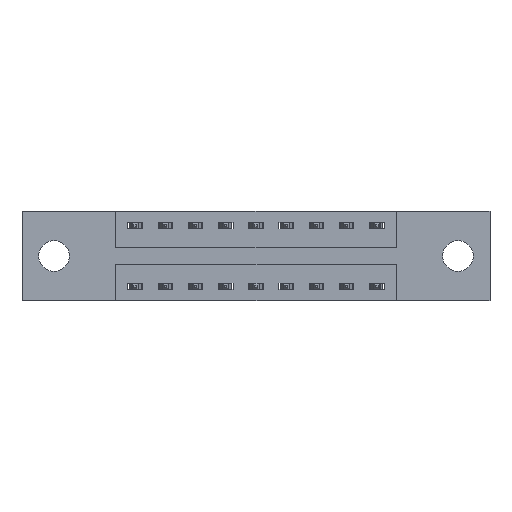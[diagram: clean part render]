
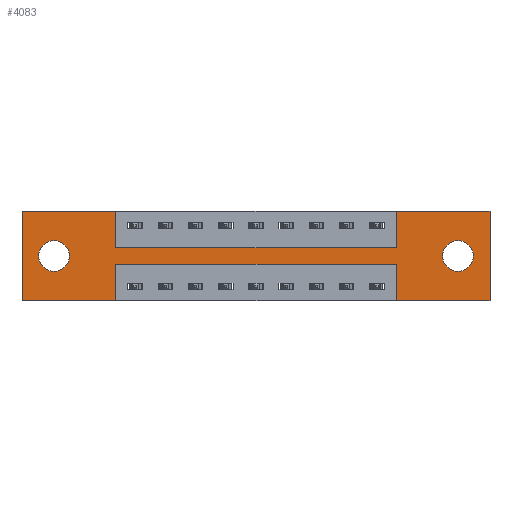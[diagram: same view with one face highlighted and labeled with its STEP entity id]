
A CAD part, front view. The second image highlights one B-rep face of the part: STEP entity #4083.
In plain terms, the highlighted planar face has unit normal (0, -1, 0).
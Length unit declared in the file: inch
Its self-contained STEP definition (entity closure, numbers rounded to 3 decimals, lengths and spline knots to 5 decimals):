
#85 = CARTESIAN_POINT ( 'NONE',  ( 0.3875, 0., 0. ) ) ;
#183 = ORIENTED_EDGE ( 'NONE', *, *, #7144, .F. ) ;
#237 = LINE ( 'NONE', #9193, #5626 ) ;
#241 = ORIENTED_EDGE ( 'NONE', *, *, #1402, .F. ) ;
#248 = FACE_OUTER_BOUND ( 'NONE', #1283, .T. ) ;
#256 = ORIENTED_EDGE ( 'NONE', *, *, #1939, .T. ) ;
#261 = EDGE_CURVE ( 'NONE', #4797, #1762, #8886, .T. ) ;
#338 = VERTEX_POINT ( 'NONE', #6587 ) ;
#557 = DIRECTION ( 'NONE',  ( 0., 0., 1. ) ) ;
#561 = EDGE_CURVE ( 'NONE', #7706, #782, #237, .T. ) ;
#593 = LINE ( 'NONE', #3944, #3209 ) ;
#711 = DIRECTION ( 'NONE',  ( 0., 1., 0. ) ) ;
#716 = DIRECTION ( 'NONE',  ( 0., 0., -1. ) ) ;
#782 = VERTEX_POINT ( 'NONE', #4133 ) ;
#783 = VERTEX_POINT ( 'NONE', #4931 ) ;
#818 = DIRECTION ( 'NONE',  ( 1., 0., 0. ) ) ;
#934 = VECTOR ( 'NONE', #6799, 39.37008 ) ;
#1095 = LINE ( 'NONE', #1896, #5126 ) ;
#1186 = CARTESIAN_POINT ( 'NONE',  ( 1.5475, 0., -0.37 ) ) ;
#1242 = CARTESIAN_POINT ( 'NONE',  ( 1.935, 0., -0.37 ) ) ;
#1283 = EDGE_LOOP ( 'NONE', ( #183, #1711, #8569, #3895, #10020, #9210, #9030, #6879, #241, #4278, #5415, #8620 ) ) ;
#1287 = CIRCLE ( 'NONE', #9982, 0.064 ) ;
#1402 = EDGE_CURVE ( 'NONE', #1829, #3060, #5225, .T. ) ;
#1444 = AXIS2_PLACEMENT_3D ( 'NONE', #2746, #1993, #10059 ) ;
#1547 = VECTOR ( 'NONE', #2828, 39.37008 ) ;
#1548 = AXIS2_PLACEMENT_3D ( 'NONE', #7946, #711, #6299 ) ;
#1654 = CARTESIAN_POINT ( 'NONE',  ( 0.1325, 0., -0.185 ) ) ;
#1665 = VECTOR ( 'NONE', #2014, 39.37008 ) ;
#1711 = ORIENTED_EDGE ( 'NONE', *, *, #561, .F. ) ;
#1721 = VERTEX_POINT ( 'NONE', #5555 ) ;
#1762 = VERTEX_POINT ( 'NONE', #9610 ) ;
#1829 = VERTEX_POINT ( 'NONE', #85 ) ;
#1896 = CARTESIAN_POINT ( 'NONE',  ( 0., 0., 0. ) ) ;
#1939 = EDGE_CURVE ( 'NONE', #2465, #3314, #6356, .T. ) ;
#1993 = DIRECTION ( 'NONE',  ( 0., -1., 0. ) ) ;
#2014 = DIRECTION ( 'NONE',  ( 0., 0., -1. ) ) ;
#2032 = CARTESIAN_POINT ( 'NONE',  ( 0., 0., -0.37 ) ) ;
#2201 = CARTESIAN_POINT ( 'NONE',  ( 0.3875, 0., -0.15 ) ) ;
#2465 = VERTEX_POINT ( 'NONE', #5294 ) ;
#2475 = VERTEX_POINT ( 'NONE', #1186 ) ;
#2567 = ORIENTED_EDGE ( 'NONE', *, *, #261, .T. ) ;
#2585 = DIRECTION ( 'NONE',  ( 0., 1., 0. ) ) ;
#2624 = DIRECTION ( 'NONE',  ( 1., 0., 0. ) ) ;
#2659 = DIRECTION ( 'NONE',  ( 0., 0., 1. ) ) ;
#2746 = CARTESIAN_POINT ( 'NONE',  ( 0., 0., -0.37 ) ) ;
#2828 = DIRECTION ( 'NONE',  ( 0., 0., -1. ) ) ;
#2868 = VERTEX_POINT ( 'NONE', #8103 ) ;
#2879 = DIRECTION ( 'NONE',  ( -1., 0., 0. ) ) ;
#2897 = VERTEX_POINT ( 'NONE', #3313 ) ;
#2908 = EDGE_CURVE ( 'NONE', #3314, #2465, #1287, .T. ) ;
#2986 = EDGE_CURVE ( 'NONE', #7181, #2475, #3045, .T. ) ;
#3039 = EDGE_CURVE ( 'NONE', #3060, #783, #9575, .T. ) ;
#3045 = LINE ( 'NONE', #2032, #934 ) ;
#3060 = VERTEX_POINT ( 'NONE', #2201 ) ;
#3138 = CARTESIAN_POINT ( 'NONE',  ( 1.8025, 0., -0.249 ) ) ;
#3209 = VECTOR ( 'NONE', #4119, 39.37008 ) ;
#3313 = CARTESIAN_POINT ( 'NONE',  ( 1.935, 0., 0. ) ) ;
#3314 = VERTEX_POINT ( 'NONE', #3323 ) ;
#3320 = EDGE_LOOP ( 'NONE', ( #5192, #256 ) ) ;
#3323 = CARTESIAN_POINT ( 'NONE',  ( 0.1325, 0., -0.121 ) ) ;
#3580 = CARTESIAN_POINT ( 'NONE',  ( 1.5475, 0., -0.37 ) ) ;
#3592 = CARTESIAN_POINT ( 'NONE',  ( 0.3875, 0., -0.37 ) ) ;
#3640 = PLANE ( 'NONE',  #1444 ) ;
#3664 = DIRECTION ( 'NONE',  ( 0., 0., 1. ) ) ;
#3787 = EDGE_CURVE ( 'NONE', #338, #1829, #8274, .T. ) ;
#3895 = ORIENTED_EDGE ( 'NONE', *, *, #2986, .F. ) ;
#3944 = CARTESIAN_POINT ( 'NONE',  ( 0., 0., -0.37 ) ) ;
#4006 = CARTESIAN_POINT ( 'NONE',  ( 0., 0., 0. ) ) ;
#4083 = ADVANCED_FACE ( 'NONE', ( #5654, #8783, #248 ), #3640, .T. ) ;
#4119 = DIRECTION ( 'NONE',  ( -1., 0., 0. ) ) ;
#4133 = CARTESIAN_POINT ( 'NONE',  ( 0.3875, 0., -0.22 ) ) ;
#4140 = DIRECTION ( 'NONE',  ( 0., 0., -1. ) ) ;
#4141 = VECTOR ( 'NONE', #557, 39.37008 ) ;
#4278 = ORIENTED_EDGE ( 'NONE', *, *, #3787, .F. ) ;
#4404 = DIRECTION ( 'NONE',  ( 0., 0., 1. ) ) ;
#4686 = AXIS2_PLACEMENT_3D ( 'NONE', #8479, #8412, #3664 ) ;
#4797 = VERTEX_POINT ( 'NONE', #3138 ) ;
#4931 = CARTESIAN_POINT ( 'NONE',  ( 1.5475, 0., -0.15 ) ) ;
#5095 = EDGE_CURVE ( 'NONE', #2868, #338, #1095, .T. ) ;
#5126 = VECTOR ( 'NONE', #2659, 39.37008 ) ;
#5192 = ORIENTED_EDGE ( 'NONE', *, *, #2908, .T. ) ;
#5225 = LINE ( 'NONE', #9682, #8981 ) ;
#5294 = CARTESIAN_POINT ( 'NONE',  ( 0.1325, 0., -0.249 ) ) ;
#5415 = ORIENTED_EDGE ( 'NONE', *, *, #5095, .F. ) ;
#5555 = CARTESIAN_POINT ( 'NONE',  ( 1.5475, 0., 0. ) ) ;
#5576 = CARTESIAN_POINT ( 'NONE',  ( 1.5475, 0., -0.22 ) ) ;
#5626 = VECTOR ( 'NONE', #2879, 39.37008 ) ;
#5654 = FACE_BOUND ( 'NONE', #7704, .T. ) ;
#5793 = DIRECTION ( 'NONE',  ( 0., 0., 1. ) ) ;
#5966 = EDGE_CURVE ( 'NONE', #9800, #2868, #593, .T. ) ;
#6036 = CARTESIAN_POINT ( 'NONE',  ( 1.935, 0., 0. ) ) ;
#6037 = LINE ( 'NONE', #10113, #4141 ) ;
#6080 = CARTESIAN_POINT ( 'NONE',  ( 0.3875, 0., -0.15 ) ) ;
#6081 = AXIS2_PLACEMENT_3D ( 'NONE', #8645, #6234, #716 ) ;
#6234 = DIRECTION ( 'NONE',  ( 0., 1., 0. ) ) ;
#6287 = LINE ( 'NONE', #9010, #10148 ) ;
#6299 = DIRECTION ( 'NONE',  ( 0., 0., -1. ) ) ;
#6356 = CIRCLE ( 'NONE', #4686, 0.064 ) ;
#6401 = CIRCLE ( 'NONE', #6081, 0.064 ) ;
#6567 = EDGE_CURVE ( 'NONE', #2475, #7706, #9219, .T. ) ;
#6587 = CARTESIAN_POINT ( 'NONE',  ( 0., 0., 0. ) ) ;
#6627 = ORIENTED_EDGE ( 'NONE', *, *, #10077, .T. ) ;
#6718 = VECTOR ( 'NONE', #7708, 39.37008 ) ;
#6799 = DIRECTION ( 'NONE',  ( -1., 0., 0. ) ) ;
#6879 = ORIENTED_EDGE ( 'NONE', *, *, #3039, .F. ) ;
#7144 = EDGE_CURVE ( 'NONE', #782, #9800, #9723, .T. ) ;
#7181 = VERTEX_POINT ( 'NONE', #1242 ) ;
#7187 = EDGE_CURVE ( 'NONE', #2897, #7181, #9336, .T. ) ;
#7704 = EDGE_LOOP ( 'NONE', ( #6627, #2567 ) ) ;
#7706 = VERTEX_POINT ( 'NONE', #5576 ) ;
#7708 = DIRECTION ( 'NONE',  ( 1., 0., 0. ) ) ;
#7946 = CARTESIAN_POINT ( 'NONE',  ( 1.8025, 0., -0.185 ) ) ;
#8103 = CARTESIAN_POINT ( 'NONE',  ( 0., 0., -0.37 ) ) ;
#8274 = LINE ( 'NONE', #4006, #9911 ) ;
#8412 = DIRECTION ( 'NONE',  ( 0., 1., 0. ) ) ;
#8479 = CARTESIAN_POINT ( 'NONE',  ( 0.1325, 0., -0.185 ) ) ;
#8569 = ORIENTED_EDGE ( 'NONE', *, *, #6567, .F. ) ;
#8620 = ORIENTED_EDGE ( 'NONE', *, *, #5966, .F. ) ;
#8645 = CARTESIAN_POINT ( 'NONE',  ( 1.8025, 0., -0.185 ) ) ;
#8783 = FACE_BOUND ( 'NONE', #3320, .T. ) ;
#8886 = CIRCLE ( 'NONE', #1548, 0.064 ) ;
#8981 = VECTOR ( 'NONE', #4140, 39.37008 ) ;
#9010 = CARTESIAN_POINT ( 'NONE',  ( 0., 0., 0. ) ) ;
#9030 = ORIENTED_EDGE ( 'NONE', *, *, #9501, .F. ) ;
#9193 = CARTESIAN_POINT ( 'NONE',  ( 0.3875, 0., -0.22 ) ) ;
#9210 = ORIENTED_EDGE ( 'NONE', *, *, #9337, .F. ) ;
#9219 = LINE ( 'NONE', #3580, #10083 ) ;
#9336 = LINE ( 'NONE', #6036, #1665 ) ;
#9337 = EDGE_CURVE ( 'NONE', #1721, #2897, #6287, .T. ) ;
#9501 = EDGE_CURVE ( 'NONE', #783, #1721, #6037, .T. ) ;
#9575 = LINE ( 'NONE', #6080, #6718 ) ;
#9610 = CARTESIAN_POINT ( 'NONE',  ( 1.8025, 0., -0.121 ) ) ;
#9682 = CARTESIAN_POINT ( 'NONE',  ( 0.3875, 0., 0. ) ) ;
#9723 = LINE ( 'NONE', #3592, #1547 ) ;
#9800 = VERTEX_POINT ( 'NONE', #9975 ) ;
#9911 = VECTOR ( 'NONE', #818, 39.37008 ) ;
#9975 = CARTESIAN_POINT ( 'NONE',  ( 0.3875, 0., -0.37 ) ) ;
#9982 = AXIS2_PLACEMENT_3D ( 'NONE', #1654, #2585, #5793 ) ;
#10020 = ORIENTED_EDGE ( 'NONE', *, *, #7187, .F. ) ;
#10059 = DIRECTION ( 'NONE',  ( 0., 0., -1. ) ) ;
#10077 = EDGE_CURVE ( 'NONE', #1762, #4797, #6401, .T. ) ;
#10083 = VECTOR ( 'NONE', #4404, 39.37008 ) ;
#10113 = CARTESIAN_POINT ( 'NONE',  ( 1.5475, 0., 0. ) ) ;
#10148 = VECTOR ( 'NONE', #2624, 39.37008 ) ;
